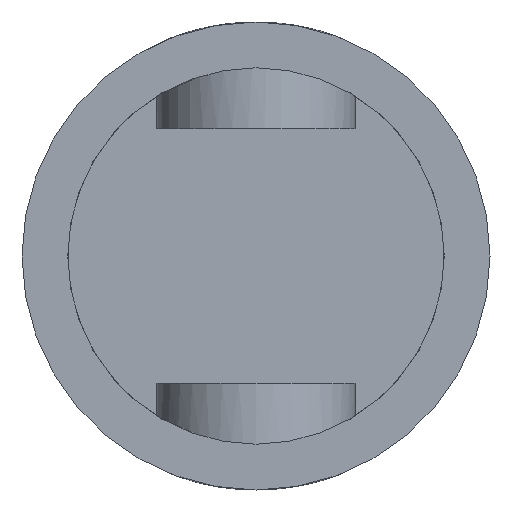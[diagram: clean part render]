
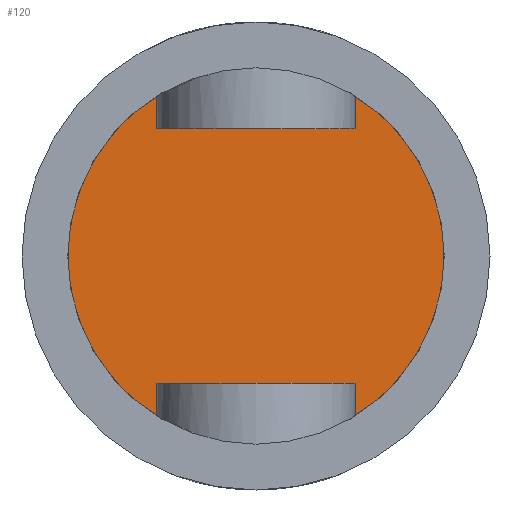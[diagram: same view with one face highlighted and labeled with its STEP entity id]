
A CAD part, front view. The second image highlights one B-rep face of the part: STEP entity #120.
In plain terms, the highlighted planar face has unit normal (0, -1, 0).
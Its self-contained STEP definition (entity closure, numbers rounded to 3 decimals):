
#120 = ADVANCED_FACE ( 'NONE', ( #1191 ), #229, .T. ) ;
#129 = DIRECTION ( 'NONE',  ( 0., -1., 0. ) ) ;
#136 = CARTESIAN_POINT ( 'NONE',  ( 37., 62., 0. ) ) ;
#229 = PLANE ( 'NONE',  #1248 ) ;
#323 = AXIS2_PLACEMENT_3D ( 'NONE', #478, #1334, #801 ) ;
#478 = CARTESIAN_POINT ( 'NONE',  ( 0., 62., 0. ) ) ;
#748 = CIRCLE ( 'NONE', #323, 37. ) ;
#767 = EDGE_LOOP ( 'NONE', ( #1221 ) ) ;
#801 = DIRECTION ( 'NONE',  ( 0., 0., -1. ) ) ;
#953 = VERTEX_POINT ( 'NONE', #1172 ) ;
#1056 = DIRECTION ( 'NONE',  ( 0., 0., -1. ) ) ;
#1172 = CARTESIAN_POINT ( 'NONE',  ( 0., 62., -37. ) ) ;
#1191 = FACE_OUTER_BOUND ( 'NONE', #767, .T. ) ;
#1196 = EDGE_CURVE ( 'NONE', #953, #953, #748, .T. ) ;
#1221 = ORIENTED_EDGE ( 'NONE', *, *, #1196, .T. ) ;
#1248 = AXIS2_PLACEMENT_3D ( 'NONE', #136, #129, #1056 ) ;
#1334 = DIRECTION ( 'NONE',  ( 0., -1., 0. ) ) ;
